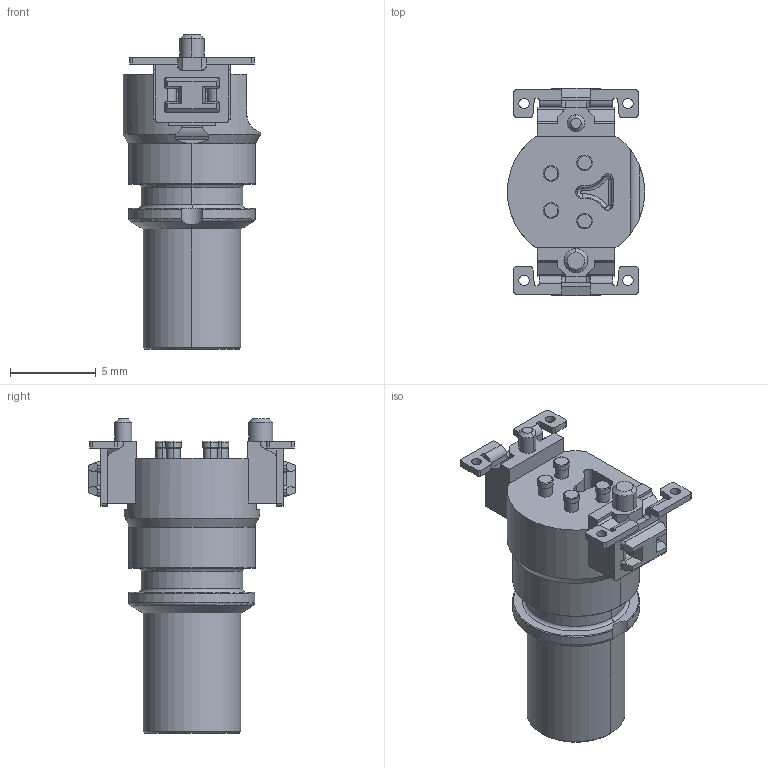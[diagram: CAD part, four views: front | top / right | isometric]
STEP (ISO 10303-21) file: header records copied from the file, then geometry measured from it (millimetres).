
FILE_DESCRIPTION((''),'2;1');
FILE_NAME('1412221','2014-10-13T',('ascheerer'),(''),'PRO/ENGINEER BY PARAMETRIC TECHNOLOGY CORPORATION, 2013230','PRO/ENGINEER BY PARAMETRIC TECHNOLOGY CORPORATION, 2013230','');
FILE_SCHEMA(('AUTOMOTIVE_DESIGN { 1 0 10303 214 1 1 1 1 }'));
Length unit declared in the file: millimetre
Products named in the file (1): 1412221
Bounding box: 8 x 12.1 x 18.3 mm (x, y, z)
Volume: 566.9 mm3; surface area: 805 mm2
Topology: 1 solids, 1 shells, 456 faces, 1197 edges, 758 vertices
Faces by surface type: plane 250, cylinder 154, cone 31, torus 18, bspline 3
Entity records: 14384 total; most frequent: CARTESIAN_POINT 2831, DIRECTION 2398, ORIENTED_EDGE 2394, EDGE_CURVE 1197, AXIS2_PLACEMENT_3D 817, VECTOR 764, LINE 764, VERTEX_POINT 758
